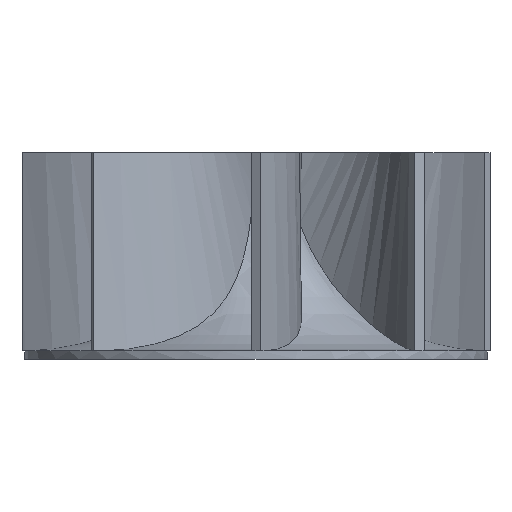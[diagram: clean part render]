
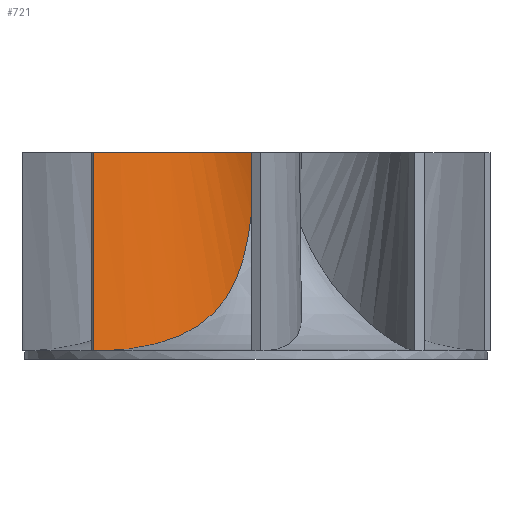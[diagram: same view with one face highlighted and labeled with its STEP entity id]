
A CAD part, left-side view. The second image highlights one B-rep face of the part: STEP entity #721.
In plain terms, the highlighted free-form (B-spline) face has degree [3, 1] with [5, 2] control points.
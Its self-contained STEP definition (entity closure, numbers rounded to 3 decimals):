
#23=B_SPLINE_SURFACE_WITH_KNOTS('',3,1,((#1537,#1538),(#1539,#1540),(#1541,
#1542),(#1543,#1544),(#1545,#1546)),.SURF_OF_LINEAR_EXTRUSION.,.F.,.F.,
 .F.,(4,1,4),(2,2),(0.12,0.56,1.),
(0.,1.),.UNSPECIFIED.);
#53=LINE('',#1526,#85);
#85=VECTOR('',#974,1000.);
#102=B_SPLINE_CURVE_WITH_KNOTS('',3,(#1159,#1160,#1161,#1162,#1163,#1164,
#1165,#1166,#1167,#1168),.UNSPECIFIED.,.F.,.F.,(4,1,1,1,1,1,1,4),(0.,0.003,
0.005,0.008,0.011,0.013,
0.016,0.021),.UNSPECIFIED.);
#118=B_SPLINE_CURVE_WITH_KNOTS('',3,(#1327,#1328,#1329,#1330,#1331,#1332,
#1333),.UNSPECIFIED.,.F.,.F.,(4,1,1,1,4),(0.,0.004,0.007,
0.011,0.014),.UNSPECIFIED.);
#317=ORIENTED_EDGE('',*,*,#447,.F.);
#318=ORIENTED_EDGE('',*,*,#390,.T.);
#319=ORIENTED_EDGE('',*,*,#417,.T.);
#320=ORIENTED_EDGE('',*,*,#450,.T.);
#390=EDGE_CURVE('',#467,#493,#102,.T.);
#417=EDGE_CURVE('',#493,#512,#118,.T.);
#447=EDGE_CURVE('',#467,#524,#567,.T.);
#450=EDGE_CURVE('',#512,#524,#53,.T.);
#467=VERTEX_POINT('',#1013);
#493=VERTEX_POINT('',#1158);
#512=VERTEX_POINT('',#1326);
#524=VERTEX_POINT('',#1522);
#567=CIRCLE('',#807,22.721);
#609=EDGE_LOOP('',(#317,#318,#319,#320));
#657=FACE_BOUND('',#609,.T.);
#721=ADVANCED_FACE('',(#657),#23,.T.);
#807=AXIS2_PLACEMENT_3D('',#1521,#968,#969);
#968=DIRECTION('',(0.,0.,-1.));
#969=DIRECTION('',(-0.977,-0.215,0.));
#974=DIRECTION('',(0.,0.,-1.));
#1013=CARTESIAN_POINT('',(-10.876,10.33,0.536));
#1158=CARTESIAN_POINT('',(-2.14,0.114,13.393));
#1159=CARTESIAN_POINT('',(-10.876,10.33,0.536));
#1160=CARTESIAN_POINT('',(-10.683,9.454,0.536));
#1161=CARTESIAN_POINT('',(-10.198,7.746,0.662));
#1162=CARTESIAN_POINT('',(-9.092,5.352,1.26));
#1163=CARTESIAN_POINT('',(-7.623,3.345,2.32));
#1164=CARTESIAN_POINT('',(-5.967,1.882,3.856));
#1165=CARTESIAN_POINT('',(-4.39,0.946,5.835));
#1166=CARTESIAN_POINT('',(-2.708,0.247,8.936));
#1167=CARTESIAN_POINT('',(-2.14,0.114,11.595));
#1168=CARTESIAN_POINT('',(-2.14,0.114,13.393));
#1326=CARTESIAN_POINT('',(-10.921,10.54,13.393));
#1327=CARTESIAN_POINT('',(-2.14,0.114,13.393));
#1328=CARTESIAN_POINT('',(-3.305,0.444,13.393));
#1329=CARTESIAN_POINT('',(-5.519,1.407,13.393));
#1330=CARTESIAN_POINT('',(-8.215,3.877,13.393));
#1331=CARTESIAN_POINT('',(-9.994,7.043,13.393));
#1332=CARTESIAN_POINT('',(-10.673,9.359,13.393));
#1333=CARTESIAN_POINT('',(-10.921,10.54,13.393));
#1521=CARTESIAN_POINT('',(11.314,15.217,0.536));
#1522=CARTESIAN_POINT('',(-10.921,10.54,0.536));
#1526=CARTESIAN_POINT('',(-10.921,10.54,13.393));
#1537=CARTESIAN_POINT('',(-2.056,0.09,13.393));
#1538=CARTESIAN_POINT('',(-2.056,0.09,0.536));
#1539=CARTESIAN_POINT('',(-4.407,0.741,13.393));
#1540=CARTESIAN_POINT('',(-4.407,0.741,0.536));
#1541=CARTESIAN_POINT('',(-8.271,3.156,13.393));
#1542=CARTESIAN_POINT('',(-8.271,3.156,0.536));
#1543=CARTESIAN_POINT('',(-10.331,7.734,13.393));
#1544=CARTESIAN_POINT('',(-10.331,7.734,0.536));
#1545=CARTESIAN_POINT('',(-10.921,10.54,13.393));
#1546=CARTESIAN_POINT('',(-10.921,10.54,0.536));
